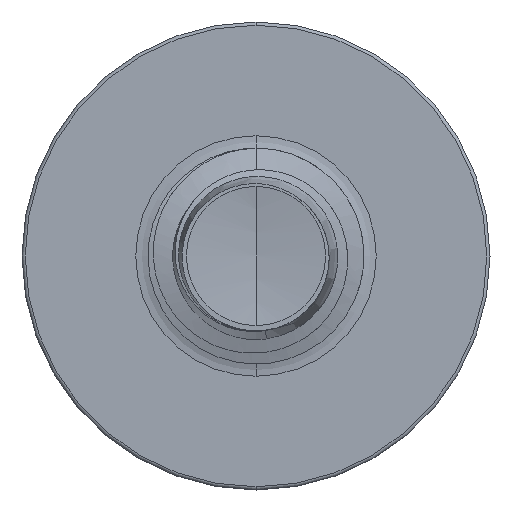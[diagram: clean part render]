
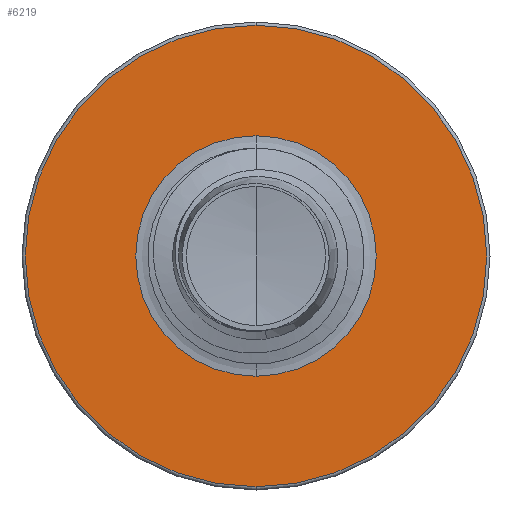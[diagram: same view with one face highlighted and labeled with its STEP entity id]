
A CAD part, front view. The second image highlights one B-rep face of the part: STEP entity #6219.
In plain terms, the highlighted planar face has unit normal (0, -1, 0).
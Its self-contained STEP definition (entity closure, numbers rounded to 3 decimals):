
#1205 = VERTEX_POINT ( 'NONE', #5950 ) ;
#1502 = EDGE_CURVE ( 'NONE', #7968, #1205, #4126, .T. ) ;
#1573 = EDGE_CURVE ( 'NONE', #2498, #8316, #3518, .T. ) ;
#2132 = CIRCLE ( 'NONE', #6794, 3.205 ) ;
#2498 = VERTEX_POINT ( 'NONE', #8043 ) ;
#2986 = ORIENTED_EDGE ( 'NONE', *, *, #9856, .T. ) ;
#3221 = FACE_OUTER_BOUND ( 'NONE', #5600, .T. ) ;
#3518 = CIRCLE ( 'NONE', #8543, 3.205 ) ;
#4126 = CIRCLE ( 'NONE', #8708, 1.67 ) ;
#4738 = CARTESIAN_POINT ( 'NONE',  ( 0., 2.5, 1.67 ) ) ;
#5600 = EDGE_LOOP ( 'NONE', ( #9887, #8827 ) ) ;
#5844 = FACE_BOUND ( 'NONE', #8524, .T. ) ;
#5950 = CARTESIAN_POINT ( 'NONE',  ( 0., 2.5, -1.67 ) ) ;
#5974 = DIRECTION ( 'NONE',  ( 0., 0., 1. ) ) ;
#5977 = DIRECTION ( 'NONE',  ( 0., 1., 0. ) ) ;
#5984 = CARTESIAN_POINT ( 'NONE',  ( 0., 2.5, 0. ) ) ;
#6219 = ADVANCED_FACE ( 'NONE', ( #3221, #5844 ), #6308, .F. ) ;
#6301 = DIRECTION ( 'NONE',  ( 0., 0., 1. ) ) ;
#6308 = PLANE ( 'NONE',  #7452 ) ;
#6318 = CARTESIAN_POINT ( 'NONE',  ( 0., 2.5, -1.67 ) ) ;
#6460 = AXIS2_PLACEMENT_3D ( 'NONE', #5984, #5977, #5974 ) ;
#6505 = DIRECTION ( 'NONE',  ( 0., 1., 0. ) ) ;
#6794 = AXIS2_PLACEMENT_3D ( 'NONE', #8924, #8921, #8920 ) ;
#7452 = AXIS2_PLACEMENT_3D ( 'NONE', #6318, #6505, #6301 ) ;
#7895 = CIRCLE ( 'NONE', #6460, 1.67 ) ;
#7968 = VERTEX_POINT ( 'NONE', #4738 ) ;
#8043 = CARTESIAN_POINT ( 'NONE',  ( 0., 2.5, -3.205 ) ) ;
#8316 = VERTEX_POINT ( 'NONE', #9368 ) ;
#8381 = ORIENTED_EDGE ( 'NONE', *, *, #1502, .T. ) ;
#8524 = EDGE_LOOP ( 'NONE', ( #8381, #2986 ) ) ;
#8543 = AXIS2_PLACEMENT_3D ( 'NONE', #9614, #9605, #9603 ) ;
#8708 = AXIS2_PLACEMENT_3D ( 'NONE', #9682, #9677, #9664 ) ;
#8827 = ORIENTED_EDGE ( 'NONE', *, *, #1573, .F. ) ;
#8920 = DIRECTION ( 'NONE',  ( 0., 0., 1. ) ) ;
#8921 = DIRECTION ( 'NONE',  ( 0., 1., 0. ) ) ;
#8924 = CARTESIAN_POINT ( 'NONE',  ( 0., 2.5, 0. ) ) ;
#9119 = EDGE_CURVE ( 'NONE', #8316, #2498, #2132, .T. ) ;
#9368 = CARTESIAN_POINT ( 'NONE',  ( 0., 2.5, 3.205 ) ) ;
#9603 = DIRECTION ( 'NONE',  ( 0., 0., 1. ) ) ;
#9605 = DIRECTION ( 'NONE',  ( 0., 1., 0. ) ) ;
#9614 = CARTESIAN_POINT ( 'NONE',  ( 0., 2.5, 0. ) ) ;
#9664 = DIRECTION ( 'NONE',  ( 0., 0., 1. ) ) ;
#9677 = DIRECTION ( 'NONE',  ( 0., 1., 0. ) ) ;
#9682 = CARTESIAN_POINT ( 'NONE',  ( 0., 2.5, 0. ) ) ;
#9856 = EDGE_CURVE ( 'NONE', #1205, #7968, #7895, .T. ) ;
#9887 = ORIENTED_EDGE ( 'NONE', *, *, #9119, .F. ) ;
